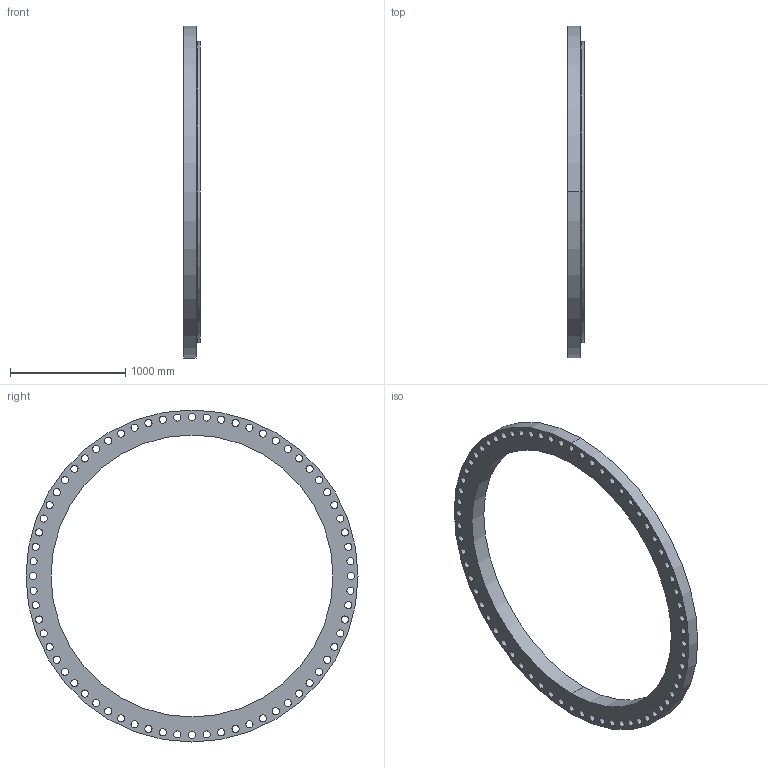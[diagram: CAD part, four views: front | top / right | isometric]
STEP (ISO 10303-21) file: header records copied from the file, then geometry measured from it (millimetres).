
FILE_DESCRIPTION (( 'STEP AP203' ), '1' );
FILE_NAME ('96_125SO_B161_FF_SOF.STEP', '2024-01-12T04:43:18', ( '' ), ( '' ), 'SwSTEP 2.0', 'SolidWorks 2023', '' );
FILE_SCHEMA (( 'CONFIG_CONTROL_DESIGN' ));
Length unit declared in the file: inch
Products named in the file (1): 96_125SO_B161_FF_SOF
Bounding box: 146.05 x 2876.55 x 2876.55 mm (x, y, z)
Volume: 198857693.7 mm3; surface area: 7004104.1 mm2
Topology: 1 solids, 1 shells, 147 faces, 430 edges, 286 vertices
Faces by surface type: cylinder 142, plane 3, torus 2
Entity records: 5411 total; most frequent: DIRECTION 1014, CARTESIAN_POINT 864, ORIENTED_EDGE 860, AXIS2_PLACEMENT_3D 436, EDGE_CURVE 430, CIRCLE 288, VERTEX_POINT 286, EDGE_LOOP 286
